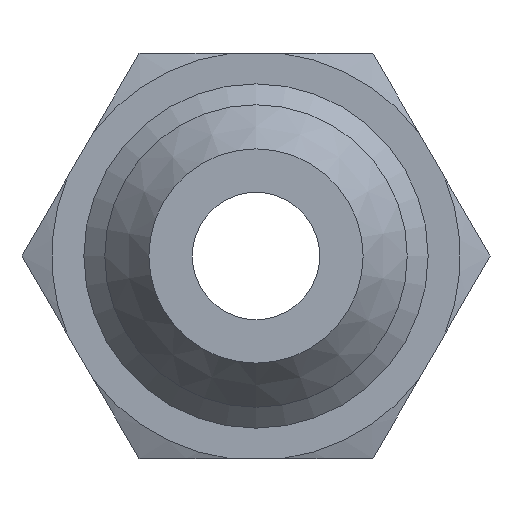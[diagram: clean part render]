
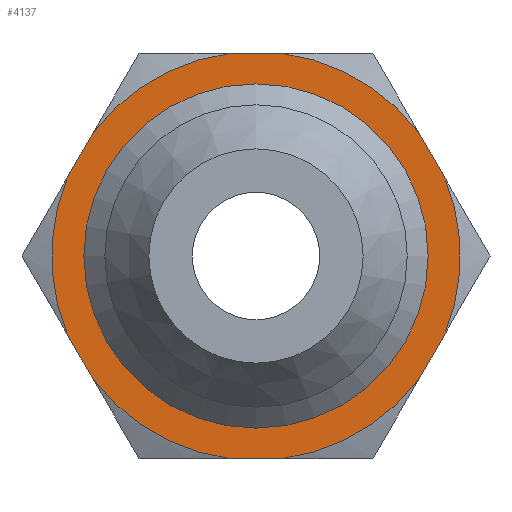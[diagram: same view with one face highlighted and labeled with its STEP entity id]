
A CAD part, left-side view. The second image highlights one B-rep face of the part: STEP entity #4137.
In plain terms, the highlighted planar face has unit normal (-1, 0, 0).
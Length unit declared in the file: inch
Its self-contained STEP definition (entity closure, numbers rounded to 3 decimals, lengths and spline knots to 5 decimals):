
#2720=CARTESIAN_POINT('',(0.0,0.07921,0.625));
#2721=VERTEX_POINT('',#2720);
#2735=CARTESIAN_POINT('',(0.0,-0.07921,0.625));
#2736=VERTEX_POINT('',#2735);
#2737=CARTESIAN_POINT('',(0.0,-0.07921,0.625));
#2738=DIRECTION('',(0.0,1.0,0.0));
#2739=VECTOR('',#2738,0.15843);
#2740=LINE('',#2737,#2739);
#2741=EDGE_CURVE('',#2736,#2721,#2740,.T.);
#3349=CARTESIAN_POINT('',(0.0,0.,0.4735));
#3350=VERTEX_POINT('',#3349);
#3351=CARTESIAN_POINT('',(0.0,0.,0.));
#3352=DIRECTION('',(-1.0,0.0,0.0));
#3353=DIRECTION('',(0.0,0.0,-1.0));
#3354=AXIS2_PLACEMENT_3D('',#3351,#3352,#3353);
#3355=CIRCLE('',#3354,0.4735);
#3356=EDGE_CURVE('',#3350,#3350,#3355,.T.);
#3690=CARTESIAN_POINT('',(0.0,0.50166,-0.3811));
#3691=VERTEX_POINT('',#3690);
#3705=CARTESIAN_POINT('',(0.0,0.07921,-0.625));
#3706=VERTEX_POINT('',#3705);
#3720=CARTESIAN_POINT('',(0.0,0.0,0.0));
#3721=DIRECTION('',(-1.0,0.0,0.0));
#3722=DIRECTION('',(0.0,1.0,0.0));
#3723=AXIS2_PLACEMENT_3D('',#3720,#3721,#3722);
#3724=CIRCLE('',#3723,0.63);
#3725=EDGE_CURVE('',#3691,#3706,#3724,.T.);
#3735=CARTESIAN_POINT('',(0.0,0.58087,-0.2439));
#3736=VERTEX_POINT('',#3735);
#3752=CARTESIAN_POINT('',(0.0,0.58087,0.2439));
#3753=VERTEX_POINT('',#3752);
#3754=CARTESIAN_POINT('',(0.0,0.0,0.0));
#3755=DIRECTION('',(-1.0,0.0,0.0));
#3756=DIRECTION('',(0.0,1.0,0.0));
#3757=AXIS2_PLACEMENT_3D('',#3754,#3755,#3756);
#3758=CIRCLE('',#3757,0.63);
#3759=EDGE_CURVE('',#3753,#3736,#3758,.T.);
#3782=CARTESIAN_POINT('',(0.0,0.50166,0.3811));
#3783=VERTEX_POINT('',#3782);
#3797=CARTESIAN_POINT('',(0.0,0.0,0.0));
#3798=DIRECTION('',(-1.0,0.0,0.0));
#3799=DIRECTION('',(0.0,1.0,0.0));
#3800=AXIS2_PLACEMENT_3D('',#3797,#3798,#3799);
#3801=CIRCLE('',#3800,0.63);
#3802=EDGE_CURVE('',#2721,#3783,#3801,.T.);
#3814=CARTESIAN_POINT('',(0.0,-0.50166,0.3811));
#3815=VERTEX_POINT('',#3814);
#3816=CARTESIAN_POINT('',(0.0,0.0,0.0));
#3817=DIRECTION('',(-1.0,0.0,0.0));
#3818=DIRECTION('',(0.0,1.0,0.0));
#3819=AXIS2_PLACEMENT_3D('',#3816,#3817,#3818);
#3820=CIRCLE('',#3819,0.63);
#3821=EDGE_CURVE('',#3815,#2736,#3820,.T.);
#3844=CARTESIAN_POINT('',(0.0,-0.58087,0.2439));
#3845=VERTEX_POINT('',#3844);
#3861=CARTESIAN_POINT('',(0.0,-0.58087,-0.2439));
#3862=VERTEX_POINT('',#3861);
#3863=CARTESIAN_POINT('',(0.0,0.0,0.0));
#3864=DIRECTION('',(-1.0,0.0,0.0));
#3865=DIRECTION('',(0.0,1.0,0.0));
#3866=AXIS2_PLACEMENT_3D('',#3863,#3864,#3865);
#3867=CIRCLE('',#3866,0.63);
#3868=EDGE_CURVE('',#3862,#3845,#3867,.T.);
#3891=CARTESIAN_POINT('',(0.0,-0.50166,-0.3811));
#3892=VERTEX_POINT('',#3891);
#3908=CARTESIAN_POINT('',(0.0,-0.07921,-0.625));
#3909=VERTEX_POINT('',#3908);
#3910=CARTESIAN_POINT('',(0.0,0.0,0.0));
#3911=DIRECTION('',(-1.0,0.0,0.0));
#3912=DIRECTION('',(0.0,1.0,0.0));
#3913=AXIS2_PLACEMENT_3D('',#3910,#3911,#3912);
#3914=CIRCLE('',#3913,0.63);
#3915=EDGE_CURVE('',#3909,#3892,#3914,.T.);
#3994=CARTESIAN_POINT('',(0.0,0.58087,-0.2439));
#3995=DIRECTION('',(0.0,-0.5,-0.866));
#3996=VECTOR('',#3995,0.15843);
#3997=LINE('',#3994,#3996);
#3998=EDGE_CURVE('',#3736,#3691,#3997,.T.);
#4025=CARTESIAN_POINT('',(0.0,0.07921,-0.625));
#4026=DIRECTION('',(0.0,-1.0,0.0));
#4027=VECTOR('',#4026,0.15843);
#4028=LINE('',#4025,#4027);
#4029=EDGE_CURVE('',#3706,#3909,#4028,.T.);
#4053=CARTESIAN_POINT('',(0.0,-0.50166,-0.3811));
#4054=DIRECTION('',(0.0,-0.5,0.866));
#4055=VECTOR('',#4054,0.15843);
#4056=LINE('',#4053,#4055);
#4057=EDGE_CURVE('',#3892,#3862,#4056,.T.);
#4074=CARTESIAN_POINT('',(0.0,-0.58087,0.2439));
#4075=DIRECTION('',(0.0,0.5,0.866));
#4076=VECTOR('',#4075,0.15843);
#4077=LINE('',#4074,#4076);
#4078=EDGE_CURVE('',#3845,#3815,#4077,.T.);
#4104=CARTESIAN_POINT('',(0.0,0.50166,0.3811));
#4105=DIRECTION('',(0.0,0.5,-0.866));
#4106=VECTOR('',#4105,0.15843);
#4107=LINE('',#4104,#4106);
#4108=EDGE_CURVE('',#3783,#3753,#4107,.T.);
#4115=CARTESIAN_POINT('',(0.0,0.,0.));
#4116=DIRECTION('',(1.0,0.0,0.0));
#4117=DIRECTION('',(0.0,0.0,-1.0));
#4118=AXIS2_PLACEMENT_3D('',#4115,#4116,#4117);
#4119=PLANE('',#4118);
#4120=ORIENTED_EDGE('',*,*,#3915,.T.);
#4121=ORIENTED_EDGE('',*,*,#4057,.T.);
#4122=ORIENTED_EDGE('',*,*,#3868,.T.);
#4123=ORIENTED_EDGE('',*,*,#4078,.T.);
#4124=ORIENTED_EDGE('',*,*,#3821,.T.);
#4125=ORIENTED_EDGE('',*,*,#2741,.T.);
#4126=ORIENTED_EDGE('',*,*,#3802,.T.);
#4127=ORIENTED_EDGE('',*,*,#4108,.T.);
#4128=ORIENTED_EDGE('',*,*,#3759,.T.);
#4129=ORIENTED_EDGE('',*,*,#3998,.T.);
#4130=ORIENTED_EDGE('',*,*,#3725,.T.);
#4131=ORIENTED_EDGE('',*,*,#4029,.T.);
#4132=EDGE_LOOP('',(#4120,#4121,#4122,#4123,#4124,#4125,#4126,#4127,#4128,#4129,#4130,#4131));
#4133=FACE_OUTER_BOUND('',#4132,.T.);
#4134=ORIENTED_EDGE('',*,*,#3356,.F.);
#4135=EDGE_LOOP('',(#4134));
#4136=FACE_BOUND('',#4135,.T.);
#4137=ADVANCED_FACE('',(#4133,#4136),#4119,.F.);
